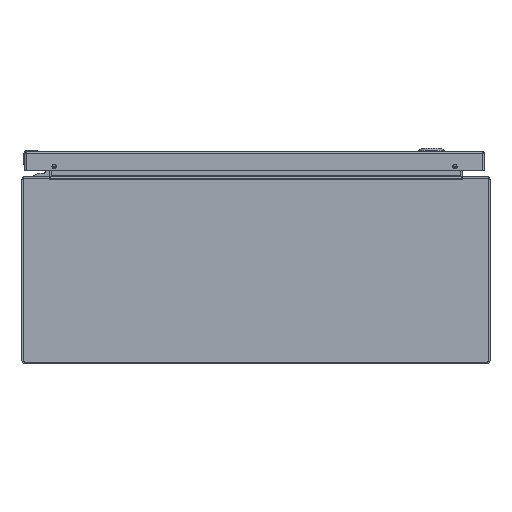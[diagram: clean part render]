
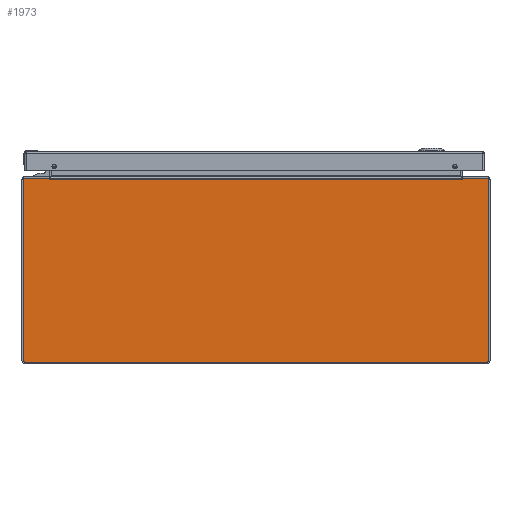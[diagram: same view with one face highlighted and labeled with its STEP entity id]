
A CAD part, front view. The second image highlights one B-rep face of the part: STEP entity #1973.
In plain terms, the highlighted planar face has unit normal (0, -1, 0).
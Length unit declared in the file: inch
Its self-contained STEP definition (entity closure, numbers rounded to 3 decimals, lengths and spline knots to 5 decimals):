
#441 = CARTESIAN_POINT ( 'NONE',  ( 9.937, -15., 0. ) ) ;
#1973 = ADVANCED_FACE ( 'NONE', ( #26108 ), #99716, .T. ) ;
#6040 = CARTESIAN_POINT ( 'NONE',  ( -9.857, -15., 3.937 ) ) ;
#6210 = CARTESIAN_POINT ( 'NONE',  ( 8.8136, -15., 3.883 ) ) ;
#10166 = CARTESIAN_POINT ( 'NONE',  ( 8.82312, -15., 3.937 ) ) ;
#12296 = DIRECTION ( 'NONE',  ( 0., 0., -1. ) ) ;
#12351 = CARTESIAN_POINT ( 'NONE',  ( 0., -15., 3.937 ) ) ;
#14890 = EDGE_CURVE ( 'NONE', #165273, #95378, #57318, .T. ) ;
#15137 = CARTESIAN_POINT ( 'NONE',  ( 0., -15., 3.937 ) ) ;
#19198 = LINE ( 'NONE', #69099, #67948 ) ;
#21041 = CARTESIAN_POINT ( 'NONE',  ( -9.857, -15., 3.857 ) ) ;
#21368 = ORIENTED_EDGE ( 'NONE', *, *, #142815, .T. ) ;
#21547 = LINE ( 'NONE', #166563, #139696 ) ;
#22267 = LINE ( 'NONE', #88574, #107323 ) ;
#23126 = DIRECTION ( 'NONE',  ( -1., 0., 0. ) ) ;
#24448 = DIRECTION ( 'NONE',  ( -1., 0., 0. ) ) ;
#26108 = FACE_OUTER_BOUND ( 'NONE', #38000, .T. ) ;
#26983 = DIRECTION ( 'NONE',  ( 0., -1., 0. ) ) ;
#27231 = VERTEX_POINT ( 'NONE', #130581 ) ;
#29817 = EDGE_CURVE ( 'NONE', #71409, #27231, #65813, .T. ) ;
#31075 = ORIENTED_EDGE ( 'NONE', *, *, #145604, .T. ) ;
#31829 = VECTOR ( 'NONE', #46523, 39.37008 ) ;
#34352 = CARTESIAN_POINT ( 'NONE',  ( -9.857, -15., -3.937 ) ) ;
#34423 = LINE ( 'NONE', #87840, #31829 ) ;
#34875 = ORIENTED_EDGE ( 'NONE', *, *, #14890, .T. ) ;
#38000 = EDGE_LOOP ( 'NONE', ( #51575, #115597, #31075, #50399, #51812, #121694, #80773, #102364, #34875, #52216, #21368, #101448, #137692, #146546 ) ) ;
#38172 = CARTESIAN_POINT ( 'NONE',  ( 9.857, -15., -3.857 ) ) ;
#39111 = EDGE_CURVE ( 'NONE', #150644, #96967, #19198, .T. ) ;
#45423 = CARTESIAN_POINT ( 'NONE',  ( -9.857, -15., -3.857 ) ) ;
#46523 = DIRECTION ( 'NONE',  ( 1., 0., 0. ) ) ;
#48908 = CARTESIAN_POINT ( 'NONE',  ( -8.82312, -15., 3.937 ) ) ;
#49288 = DIRECTION ( 'NONE',  ( -0.174, 0., -0.985 ) ) ;
#50267 = DIRECTION ( 'NONE',  ( 0., 0., -1. ) ) ;
#50399 = ORIENTED_EDGE ( 'NONE', *, *, #84945, .T. ) ;
#51575 = ORIENTED_EDGE ( 'NONE', *, *, #86985, .T. ) ;
#51812 = ORIENTED_EDGE ( 'NONE', *, *, #142808, .T. ) ;
#52216 = ORIENTED_EDGE ( 'NONE', *, *, #68067, .T. ) ;
#52497 = VECTOR ( 'NONE', #88372, 39.37008 ) ;
#53122 = VERTEX_POINT ( 'NONE', #48908 ) ;
#53640 = EDGE_CURVE ( 'NONE', #168870, #71409, #132651, .T. ) ;
#54795 = VECTOR ( 'NONE', #125742, 39.37008 ) ;
#57318 = LINE ( 'NONE', #15137, #112521 ) ;
#61101 = DIRECTION ( 'NONE',  ( -1., 0., 0. ) ) ;
#61644 = DIRECTION ( 'NONE',  ( 0., -1., 0. ) ) ;
#63115 = DIRECTION ( 'NONE',  ( 0., -1., 0. ) ) ;
#64855 = VERTEX_POINT ( 'NONE', #133043 ) ;
#65681 = EDGE_CURVE ( 'NONE', #93380, #96967, #22267, .T. ) ;
#65813 = LINE ( 'NONE', #441, #52497 ) ;
#67948 = VECTOR ( 'NONE', #71630, 39.37008 ) ;
#68067 = EDGE_CURVE ( 'NONE', #95378, #124687, #167618, .T. ) ;
#69099 = CARTESIAN_POINT ( 'NONE',  ( -8.80578, -15., 3.883 ) ) ;
#71409 = VERTEX_POINT ( 'NONE', #154576 ) ;
#71630 = DIRECTION ( 'NONE',  ( 1., 0., 0. ) ) ;
#75482 = CARTESIAN_POINT ( 'NONE',  ( -9.937, -15., 0. ) ) ;
#78458 = DIRECTION ( 'NONE',  ( 0., 0., -1. ) ) ;
#79223 = CARTESIAN_POINT ( 'NONE',  ( 9.857, -15., 3.937 ) ) ;
#80773 = ORIENTED_EDGE ( 'NONE', *, *, #29817, .T. ) ;
#83709 = CARTESIAN_POINT ( 'NONE',  ( 9.857, -15., -3.937 ) ) ;
#83801 = CARTESIAN_POINT ( 'NONE',  ( -9.937, -15., 3.857 ) ) ;
#84945 = EDGE_CURVE ( 'NONE', #64855, #86327, #132633, .T. ) ;
#86327 = VERTEX_POINT ( 'NONE', #34352 ) ;
#86985 = EDGE_CURVE ( 'NONE', #53122, #111318, #119343, .T. ) ;
#87051 = CARTESIAN_POINT ( 'NONE',  ( -8.8136, -15., 3.883 ) ) ;
#87840 = CARTESIAN_POINT ( 'NONE',  ( 0., -15., -3.937 ) ) ;
#88372 = DIRECTION ( 'NONE',  ( 0., 0., 1. ) ) ;
#88574 = CARTESIAN_POINT ( 'NONE',  ( 0., -15., 3.883 ) ) ;
#89255 = VECTOR ( 'NONE', #24448, 39.37008 ) ;
#92042 = DIRECTION ( 'NONE',  ( 0.174, 0., -0.985 ) ) ;
#93380 = VERTEX_POINT ( 'NONE', #164227 ) ;
#94576 = DIRECTION ( 'NONE',  ( 0., -1., 0. ) ) ;
#95378 = VERTEX_POINT ( 'NONE', #10166 ) ;
#96785 = AXIS2_PLACEMENT_3D ( 'NONE', #38172, #26983, #50267 ) ;
#96967 = VERTEX_POINT ( 'NONE', #106583 ) ;
#99716 = PLANE ( 'NONE',  #130372 ) ;
#101235 = DIRECTION ( 'NONE',  ( 0., 0., -1. ) ) ;
#101448 = ORIENTED_EDGE ( 'NONE', *, *, #65681, .T. ) ;
#102364 = ORIENTED_EDGE ( 'NONE', *, *, #166190, .T. ) ;
#105010 = LINE ( 'NONE', #156808, #148625 ) ;
#106583 = CARTESIAN_POINT ( 'NONE',  ( -8.798, -15., 3.883 ) ) ;
#107323 = VECTOR ( 'NONE', #23126, 39.37008 ) ;
#107501 = DIRECTION ( 'NONE',  ( 0., 0., -1. ) ) ;
#111318 = VERTEX_POINT ( 'NONE', #6040 ) ;
#112521 = VECTOR ( 'NONE', #135980, 39.37008 ) ;
#115597 = ORIENTED_EDGE ( 'NONE', *, *, #133593, .T. ) ;
#116504 = VERTEX_POINT ( 'NONE', #83801 ) ;
#119138 = DIRECTION ( 'NONE',  ( 0., -1., 0. ) ) ;
#119343 = LINE ( 'NONE', #12351, #89255 ) ;
#119769 = CIRCLE ( 'NONE', #125246, 0.08 ) ;
#121694 = ORIENTED_EDGE ( 'NONE', *, *, #53640, .T. ) ;
#124255 = EDGE_CURVE ( 'NONE', #53122, #150644, #105010, .T. ) ;
#124687 = VERTEX_POINT ( 'NONE', #6210 ) ;
#125246 = AXIS2_PLACEMENT_3D ( 'NONE', #21041, #63115, #101235 ) ;
#125742 = DIRECTION ( 'NONE',  ( 0., 0., -1. ) ) ;
#127116 = AXIS2_PLACEMENT_3D ( 'NONE', #146402, #94576, #107501 ) ;
#130372 = AXIS2_PLACEMENT_3D ( 'NONE', #154073, #61644, #12296 ) ;
#130581 = CARTESIAN_POINT ( 'NONE',  ( 9.937, -15., 3.857 ) ) ;
#132633 = CIRCLE ( 'NONE', #149110, 0.08 ) ;
#132651 = CIRCLE ( 'NONE', #96785, 0.08 ) ;
#133043 = CARTESIAN_POINT ( 'NONE',  ( -9.937, -15., -3.857 ) ) ;
#133593 = EDGE_CURVE ( 'NONE', #111318, #116504, #119769, .T. ) ;
#135980 = DIRECTION ( 'NONE',  ( -1., 0., 0. ) ) ;
#137692 = ORIENTED_EDGE ( 'NONE', *, *, #39111, .F. ) ;
#138053 = CIRCLE ( 'NONE', #127116, 0.08 ) ;
#139181 = CARTESIAN_POINT ( 'NONE',  ( 8.81836, -15., 3.91 ) ) ;
#139696 = VECTOR ( 'NONE', #61101, 39.37008 ) ;
#142808 = EDGE_CURVE ( 'NONE', #86327, #168870, #34423, .T. ) ;
#142815 = EDGE_CURVE ( 'NONE', #124687, #93380, #21547, .T. ) ;
#145604 = EDGE_CURVE ( 'NONE', #116504, #64855, #154132, .T. ) ;
#146402 = CARTESIAN_POINT ( 'NONE',  ( 9.857, -15., 3.857 ) ) ;
#146546 = ORIENTED_EDGE ( 'NONE', *, *, #124255, .F. ) ;
#148625 = VECTOR ( 'NONE', #92042, 39.37008 ) ;
#149110 = AXIS2_PLACEMENT_3D ( 'NONE', #45423, #119138, #78458 ) ;
#150644 = VERTEX_POINT ( 'NONE', #87051 ) ;
#154073 = CARTESIAN_POINT ( 'NONE',  ( 0., -15., 0. ) ) ;
#154132 = LINE ( 'NONE', #75482, #54795 ) ;
#154576 = CARTESIAN_POINT ( 'NONE',  ( 9.937, -15., -3.857 ) ) ;
#156808 = CARTESIAN_POINT ( 'NONE',  ( -8.81836, -15., 3.91 ) ) ;
#163145 = VECTOR ( 'NONE', #49288, 39.37008 ) ;
#164227 = CARTESIAN_POINT ( 'NONE',  ( 8.798, -15., 3.883 ) ) ;
#165273 = VERTEX_POINT ( 'NONE', #79223 ) ;
#166190 = EDGE_CURVE ( 'NONE', #27231, #165273, #138053, .T. ) ;
#166563 = CARTESIAN_POINT ( 'NONE',  ( 8.80578, -15., 3.883 ) ) ;
#167618 = LINE ( 'NONE', #139181, #163145 ) ;
#168870 = VERTEX_POINT ( 'NONE', #83709 ) ;
